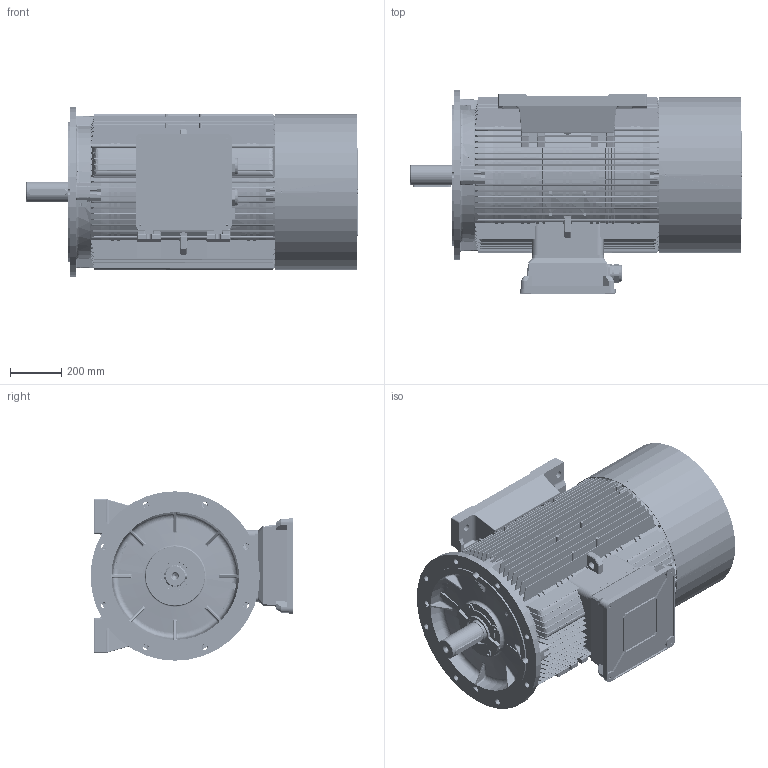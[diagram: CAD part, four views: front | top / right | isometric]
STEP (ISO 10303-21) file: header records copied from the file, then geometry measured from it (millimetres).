
FILE_DESCRIPTION (( 'STEP AP214' ), '1' );
FILE_NAME ('FCAP315 L(e-f-g)-B3 B5-IC411-4-6-8 POLES-TB TOP.STEP', '2024-10-22T07:30:53', ( '' ), ( '' ), 'SwSTEP 2.0', 'SolidWorks 2024', '' );
FILE_SCHEMA (( 'AUTOMOTIVE_DESIGN' ));
Length unit declared in the file: millimetre
Products named in the file (27): Piede  315L SINISTRO; A35776W_Coperchietto esterno ghisa Ø180_foro Ø86; GRIGLIA BP251; Scatola morsetti 315M-355T; Guarnizione scatola-motore 315M-355T; A35637W_Flangia 315M - Cusc.180; DIN931-M22x140_8,8; Guarnizione scatola-coperchio 315M-355T; FCAP315 L(e-f-g)-B3 B5-IC411-4-6-8 POLES-TB TOP; A36466W_Scudo Posteriore Ghisa_C355LT_Øcusc180; A35788W_LINGUETTA_22x14x150_NORME LR; Scatola morsetti 315M-355T_SENZA FORI; Piede  315L DESTRO; UNI6592-23x39-8.8_zincato; A37012W_Coperchietto esterno ghisa Ø180_foroØ86_H5_FORI INGRASSAGGI; A31755-COPRIVENTOLA C315M PER SCUDO 355LT-Ø612-H 320 PER BOCCAGLIO BP251_DEFAULT; Coperchio scatola morsetti 315M-355T; A35653W_Coperchietto interno ghisa_Ø cusc180; Tappo M63; A38866W_Albero 315M_Cusc6317_pacco580_IC411; PRESSACAVO M63; Carcassa 315M-355T_pacco 580 - SCENTRATO; A35785W_RONDELLA QUADRA IN ACCIAIO A DISEGNO-35X35X5-FORO Ø23; BOCCAGLIO BP251; UNI7473-M22-5S_zincato; din3760-a_85x110x12-nbr-g_0851101215_Internordic; A35640W_Coperchietto interno ghisa_Ø cusc180
Assembly tree (28 placements, depth 3):
  FCAP315 L(e-f-g)-B3 B5-IC411-4-6-8 POLES-TB TOP
    A38866W_Albero 315M_Cusc6317_pacco580_IC411
    Piede  315L SINISTRO
    Piede  315L DESTRO
    A35637W_Flangia 315M - Cusc.180
    A35653W_Coperchietto interno ghisa_Ø cusc180
    A35776W_Coperchietto esterno ghisa Ø180_foro Ø86
    A35788W_LINGUETTA_22x14x150_NORME LR
    din3760-a_85x110x12-nbr-g_0851101215_Internordic
    A31755-COPRIVENTOLA C315M PER SCUDO 355LT-Ø612-H 320 PER BOCCAGLIO BP251_DEFAULT
    BOCCAGLIO BP251
    GRIGLIA BP251
    DIN931-M22x140_8,8
    UNI6592-23x39-8.8_zincato
    UNI7473-M22-5S_zincato
    A35785W_RONDELLA QUADRA IN ACCIAIO A DISEGNO-35X35X5-FORO Ø23
    A35640W_Coperchietto interno ghisa_Ø cusc180
    A37012W_Coperchietto esterno ghisa Ø180_foroØ86_H5_FORI INGRASSAGGI
    A36466W_Scudo Posteriore Ghisa_C355LT_Øcusc180
    Carcassa 315M-355T_pacco 580 - SCENTRATO
    Scatola morsetti 315M-355T
      Guarnizione scatola-motore 315M-355T
      Scatola morsetti 315M-355T_SENZA FORI
      Guarnizione scatola-coperchio 315M-355T
      Coperchio scatola morsetti 315M-355T
      PRESSACAVO M63  x2
      Tappo M63  x2
Bounding box: 1294 x 791 x 660 mm (x, y, z)
Volume: 65180880.4 mm3; surface area: 13500037.5 mm2
Topology: 54 solids, 58 shells, 8099 faces, 25812 edges, 16294 vertices
Faces by surface type: cylinder 3714, plane 2267, cone 762, torus 705, bspline 542, sphere 109
Entity records: 318814 total; most frequent: CARTESIAN_POINT 102430, ORIENTED_EDGE 50130, DIRECTION 42067, EDGE_CURVE 25065, AXIS2_PLACEMENT_3D 15928, VERTEX_POINT 15924, LINE 10211, VECTOR 10211
